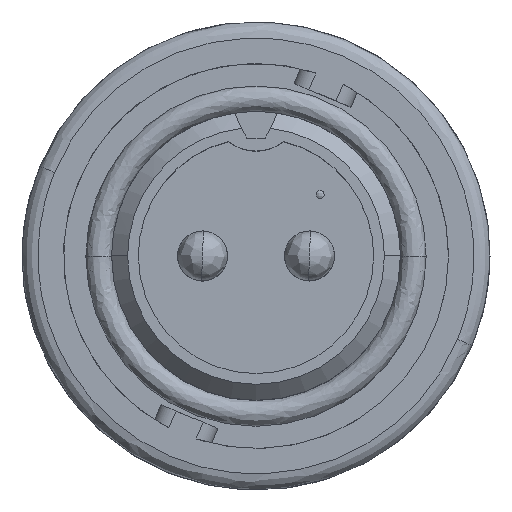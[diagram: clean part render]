
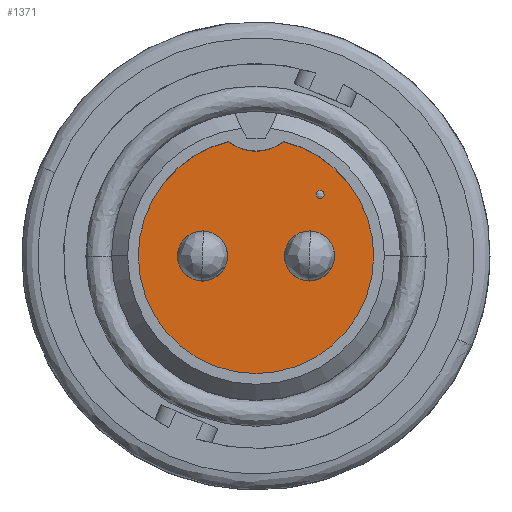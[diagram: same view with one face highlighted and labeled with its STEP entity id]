
A CAD part, top view. The second image highlights one B-rep face of the part: STEP entity #1371.
In plain terms, the highlighted planar face has unit normal (0, 0, 1).
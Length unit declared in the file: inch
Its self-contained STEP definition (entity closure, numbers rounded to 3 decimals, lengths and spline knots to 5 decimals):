
#123 = DIRECTION ( 'NONE',  ( 1., 0., 0. ) ) ;
#156 = FACE_BOUND ( 'NONE', #11312, .T. ) ;
#193 = DIRECTION ( 'NONE',  ( 1., 0., 0. ) ) ;
#695 = CARTESIAN_POINT ( 'NONE',  ( 0.12671, 0.1111, -0.265 ) ) ;
#816 = CIRCLE ( 'NONE', #5071, 0.22 ) ;
#1047 = CARTESIAN_POINT ( 'NONE',  ( 0.11332, 0.11107, -0.265 ) ) ;
#1152 = EDGE_LOOP ( 'NONE', ( #7693, #2440 ) ) ;
#1371 = ADVANCED_FACE ( 'NONE', ( #156, #12329, #3907, #19781 ), #8037, .T. ) ;
#1717 = EDGE_CURVE ( 'NONE', #3783, #6348, #17010, .T. ) ;
#2203 = CIRCLE ( 'NONE', #3917, 0.083 ) ;
#2290 = CARTESIAN_POINT ( 'NONE',  ( 0.12196, 0.1075, -0.265 ) ) ;
#2344 = EDGE_CURVE ( 'NONE', #18870, #6013, #16280, .T. ) ;
#2440 = ORIENTED_EDGE ( 'NONE', *, *, #13585, .T. ) ;
#2639 = CARTESIAN_POINT ( 'NONE',  ( 0.1125, 0.11697, -0.265 ) ) ;
#2939 = AXIS2_PLACEMENT_3D ( 'NONE', #3563, #14523, #5192 ) ;
#2968 = CARTESIAN_POINT ( 'NONE',  ( -0.1, 0., -0.265 ) ) ;
#3345 = ORIENTED_EDGE ( 'NONE', *, *, #9463, .T. ) ;
#3563 = CARTESIAN_POINT ( 'NONE',  ( 0.1, 0.0001, -0.265 ) ) ;
#3704 = CARTESIAN_POINT ( 'NONE',  ( 0.1, -0.04658, -0.265 ) ) ;
#3783 = VERTEX_POINT ( 'NONE', #4426 ) ;
#3907 = FACE_BOUND ( 'NONE', #8121, .T. ) ;
#3917 = AXIS2_PLACEMENT_3D ( 'NONE', #18734, #9700, #123 ) ;
#3923 = CARTESIAN_POINT ( 'NONE',  ( -0.1, -0.04668, -0.265 ) ) ;
#4029 = ORIENTED_EDGE ( 'NONE', *, *, #2344, .T. ) ;
#4088 = CARTESIAN_POINT ( 'NONE',  ( 0.12, 0.1075, -0.265 ) ) ;
#4092 = CARTESIAN_POINT ( 'NONE',  ( 0., 0.13949, -0.265 ) ) ;
#4103 = DIRECTION ( 'NONE',  ( 0., 0., -1. ) ) ;
#4244 = CARTESIAN_POINT ( 'NONE',  ( 0.11608, 0.12169, -0.265 ) ) ;
#4426 = CARTESIAN_POINT ( 'NONE',  ( 0.1, 0.04678, -0.265 ) ) ;
#4570 = DIRECTION ( 'NONE',  ( 1., 0., 0. ) ) ;
#4794 = DIRECTION ( 'NONE',  ( 0., 0., 1. ) ) ;
#4868 = VERTEX_POINT ( 'NONE', #15245 ) ;
#5071 = AXIS2_PLACEMENT_3D ( 'NONE', #17512, #8392, #19006 ) ;
#5192 = DIRECTION ( 'NONE',  ( 1., 0., 0. ) ) ;
#5610 = ORIENTED_EDGE ( 'NONE', *, *, #11679, .T. ) ;
#5841 = CARTESIAN_POINT ( 'NONE',  ( 0.12, 0.1225, -0.265 ) ) ;
#6013 = VERTEX_POINT ( 'NONE', #18120 ) ;
#6269 = ORIENTED_EDGE ( 'NONE', *, *, #11415, .T. ) ;
#6348 = VERTEX_POINT ( 'NONE', #3704 ) ;
#6383 = EDGE_LOOP ( 'NONE', ( #6269, #10590, #7862, #4029 ) ) ;
#6640 = VERTEX_POINT ( 'NONE', #7770 ) ;
#6991 = VERTEX_POINT ( 'NONE', #12618 ) ;
#7098 = DIRECTION ( 'NONE',  ( 0., 0., 1. ) ) ;
#7581 = DIRECTION ( 'NONE',  ( 0., 0., -1. ) ) ;
#7693 = ORIENTED_EDGE ( 'NONE', *, *, #9499, .T. ) ;
#7748 = VERTEX_POINT ( 'NONE', #19922 ) ;
#7770 = CARTESIAN_POINT ( 'NONE',  ( -0.0515, 0.21389, -0.265 ) ) ;
#7794 = AXIS2_PLACEMENT_3D ( 'NONE', #13499, #4103, #15010 ) ;
#7848 = CARTESIAN_POINT ( 'NONE',  ( -0.1, 0.04668, -0.265 ) ) ;
#7862 = ORIENTED_EDGE ( 'NONE', *, *, #17482, .T. ) ;
#8037 = PLANE ( 'NONE',  #11735 ) ;
#8121 = EDGE_LOOP ( 'NONE', ( #11841, #19388 ) ) ;
#8203 = AXIS2_PLACEMENT_3D ( 'NONE', #16765, #7581, #18259 ) ;
#8392 = DIRECTION ( 'NONE',  ( 0., 0., 1. ) ) ;
#8645 = CARTESIAN_POINT ( 'NONE',  ( 0.12669, 0.11892, -0.265 ) ) ;
#8767 = CARTESIAN_POINT ( 'NONE',  ( 0.22, 0., -0.265 ) ) ;
#8983 = CIRCLE ( 'NONE', #11594, 0.22 ) ;
#8989 = CARTESIAN_POINT ( 'NONE',  ( 0.11804, 0.1075, -0.265 ) ) ;
#9318 = CIRCLE ( 'NONE', #2939, 0.04668 ) ;
#9463 = EDGE_CURVE ( 'NONE', #4868, #7748, #12415, .T. ) ;
#9499 = EDGE_CURVE ( 'NONE', #15227, #16569, #13312, .T. ) ;
#9700 = DIRECTION ( 'NONE',  ( 0., 0., -1. ) ) ;
#9771 = DIRECTION ( 'NONE',  ( 0., 0., 1. ) ) ;
#10006 = EDGE_CURVE ( 'NONE', #6640, #6991, #8983, .T. ) ;
#10250 = CARTESIAN_POINT ( 'NONE',  ( 0.1275, 0.11305, -0.265 ) ) ;
#10577 = CARTESIAN_POINT ( 'NONE',  ( 0.11609, 0.10831, -0.265 ) ) ;
#10590 = ORIENTED_EDGE ( 'NONE', *, *, #10006, .T. ) ;
#11312 = EDGE_LOOP ( 'NONE', ( #3345, #5610 ) ) ;
#11415 = EDGE_CURVE ( 'NONE', #6013, #6640, #2203, .T. ) ;
#11594 = AXIS2_PLACEMENT_3D ( 'NONE', #14142, #4794, #15652 ) ;
#11679 = EDGE_CURVE ( 'NONE', #7748, #4868, #15770, .T. ) ;
#11735 = AXIS2_PLACEMENT_3D ( 'NONE', #4092, #7098, #16540 ) ;
#11785 = CARTESIAN_POINT ( 'NONE',  ( 0.12391, 0.1083, -0.265 ) ) ;
#11841 = ORIENTED_EDGE ( 'NONE', *, *, #1717, .T. ) ;
#12114 = CARTESIAN_POINT ( 'NONE',  ( 0.1125, 0.11301, -0.265 ) ) ;
#12329 = FACE_BOUND ( 'NONE', #1152, .T. ) ;
#12415 = B_SPLINE_CURVE_WITH_KNOTS ( 'NONE', 3,
 ( #14747, #16248, #17748, #8645, #19233, #10250, #695, #11785, #2290, #13291 ),
 .UNSPECIFIED., .F., .F.,
 ( 4, 2, 2, 2, 4 ),
 ( 0., 0.00015, 0.0003, 0.00045, 0.0006 ),
 .UNSPECIFIED. ) ;
#12618 = CARTESIAN_POINT ( 'NONE',  ( -0.22, 0., -0.265 ) ) ;
#13291 = CARTESIAN_POINT ( 'NONE',  ( 0.12, 0.1075, -0.265 ) ) ;
#13312 = CIRCLE ( 'NONE', #7794, 0.04668 ) ;
#13499 = CARTESIAN_POINT ( 'NONE',  ( -0.1, 0., -0.265 ) ) ;
#13585 = EDGE_CURVE ( 'NONE', #16569, #15227, #16296, .T. ) ;
#13621 = CARTESIAN_POINT ( 'NONE',  ( 0.11331, 0.11891, -0.265 ) ) ;
#13929 = DIRECTION ( 'NONE',  ( 0., 0., -1. ) ) ;
#14051 = AXIS2_PLACEMENT_3D ( 'NONE', #2968, #13929, #4570 ) ;
#14142 = CARTESIAN_POINT ( 'NONE',  ( 0., 0., -0.265 ) ) ;
#14523 = DIRECTION ( 'NONE',  ( 0., 0., -1. ) ) ;
#14747 = CARTESIAN_POINT ( 'NONE',  ( 0.12, 0.1225, -0.265 ) ) ;
#15010 = DIRECTION ( 'NONE',  ( 1., 0., 0. ) ) ;
#15134 = CARTESIAN_POINT ( 'NONE',  ( 0.11802, 0.1225, -0.265 ) ) ;
#15227 = VERTEX_POINT ( 'NONE', #7848 ) ;
#15245 = CARTESIAN_POINT ( 'NONE',  ( 0.12, 0.1225, -0.265 ) ) ;
#15652 = DIRECTION ( 'NONE',  ( 1., 0., 0. ) ) ;
#15770 = B_SPLINE_CURVE_WITH_KNOTS ( 'NONE', 3,
 ( #4088, #8989, #10577, #1047, #12114, #2639, #13621, #4244, #15134, #5841 ),
 .UNSPECIFIED., .F., .F.,
 ( 4, 2, 2, 2, 4 ),
 ( 0.0006, 0.00074, 0.00089, 0.00104, 0.00119 ),
 .UNSPECIFIED. ) ;
#16248 = CARTESIAN_POINT ( 'NONE',  ( 0.12198, 0.1225, -0.265 ) ) ;
#16280 = CIRCLE ( 'NONE', #17644, 0.22 ) ;
#16296 = CIRCLE ( 'NONE', #14051, 0.04668 ) ;
#16540 = DIRECTION ( 'NONE',  ( 1., 0., 0. ) ) ;
#16569 = VERTEX_POINT ( 'NONE', #3923 ) ;
#16765 = CARTESIAN_POINT ( 'NONE',  ( 0.1, 0.0001, -0.265 ) ) ;
#17010 = CIRCLE ( 'NONE', #8203, 0.04668 ) ;
#17480 = EDGE_CURVE ( 'NONE', #6348, #3783, #9318, .T. ) ;
#17482 = EDGE_CURVE ( 'NONE', #6991, #18870, #816, .T. ) ;
#17512 = CARTESIAN_POINT ( 'NONE',  ( 0., 0., -0.265 ) ) ;
#17644 = AXIS2_PLACEMENT_3D ( 'NONE', #18794, #9771, #193 ) ;
#17748 = CARTESIAN_POINT ( 'NONE',  ( 0.12392, 0.12169, -0.265 ) ) ;
#18120 = CARTESIAN_POINT ( 'NONE',  ( 0.0515, 0.21389, -0.265 ) ) ;
#18259 = DIRECTION ( 'NONE',  ( 1., 0., 0. ) ) ;
#18734 = CARTESIAN_POINT ( 'NONE',  ( 0., 0.27898, -0.265 ) ) ;
#18794 = CARTESIAN_POINT ( 'NONE',  ( 0., 0., -0.265 ) ) ;
#18870 = VERTEX_POINT ( 'NONE', #8767 ) ;
#19006 = DIRECTION ( 'NONE',  ( 1., 0., 0. ) ) ;
#19233 = CARTESIAN_POINT ( 'NONE',  ( 0.1275, 0.11696, -0.265 ) ) ;
#19388 = ORIENTED_EDGE ( 'NONE', *, *, #17480, .T. ) ;
#19781 = FACE_OUTER_BOUND ( 'NONE', #6383, .T. ) ;
#19922 = CARTESIAN_POINT ( 'NONE',  ( 0.12, 0.1075, -0.265 ) ) ;
